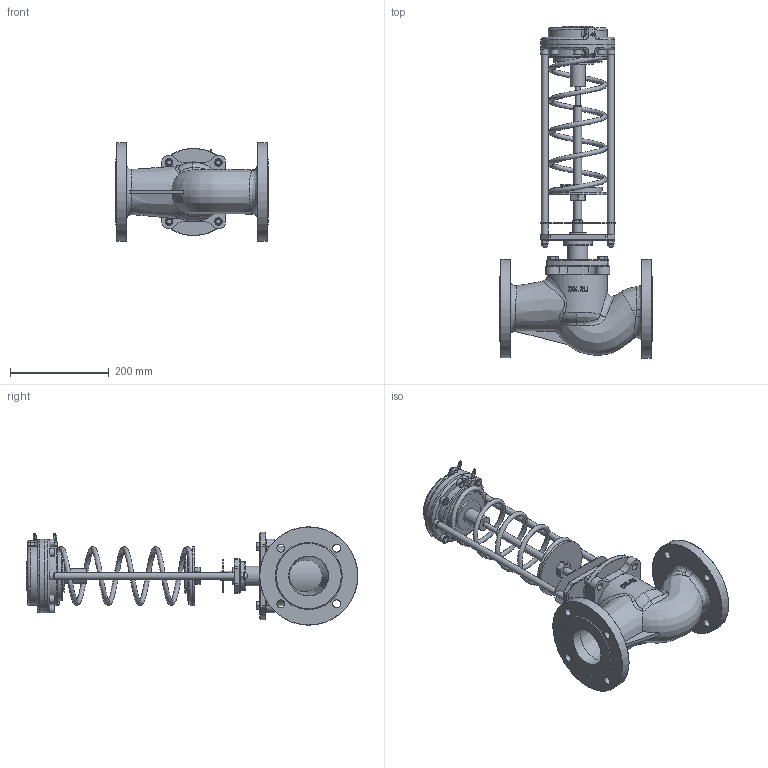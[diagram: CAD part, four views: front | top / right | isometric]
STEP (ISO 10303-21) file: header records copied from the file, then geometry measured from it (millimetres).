
FILE_DESCRIPTION(/* description */ (''),/* implementation_level */ '2;1');
FILE_NAME(/* name */ 'DN80_3D_STEP.stp',/* time_stamp */ '2024-04-25T10:41:56+03:00',/* author */ ('igorr'),/* organization */ (''),/* preprocessor_version */ 'ST-DEVELOPER v19.2',/* originating_system */ 'Autodesk Inventor 2023',/* authorisation */ '');
FILE_SCHEMA (('AUTOMOTIVE_DESIGN { 1 0 10303 214 3 1 1 }'));
Length unit declared in the file: millimetre
Products named in the file (6): Сборка; Деталь2; Деталь1; CNS 4473 - M 8; AS 1420 - 1973 - M10 x 20; AS 1110 - M12 x 20
Assembly tree (16 placements, depth 2):
  Сборка
    Деталь2
    Деталь1
    CNS 4473 - M 8  x2
    AS 1420 - 1973 - M10 x 20  x8
    AS 1110 - M12 x 20  x4
Bounding box: 310 x 674 x 200 mm (x, y, z)
Volume: 4877946.5 mm3; surface area: 675579.9 mm2
Topology: 16 solids, 16 shells, 704 faces, 1698 edges, 1069 vertices
Faces by surface type: plane 296, cylinder 194, cone 86, torus 65, bspline 57, sphere 6
Full cylindrical faces by diameter (mm): 1 x2, 4 x2, 4.5 x10, 5 x2, 6.1 x8, 6.647 x2, 6.657 x1, 10 x10, 11.181 x1, 12 x4, 12.5 x2, 12.542 x1, 12.75 x1, 13.606 x2, 13.63 x2, 15 x4, 16 x18, 18 x4, 20 x1, 30 x1, 35 x1, 40 x1, 58.879 x1, 60 x1, 65 x1, 70 x1, 80 x2, 90 x1, 100 x2, 120 x1
Entity records: 22032 total; most frequent: CARTESIAN_POINT 9356, DIRECTION 2513, ORIENTED_EDGE 2464, EDGE_CURVE 1232, AXIS2_PLACEMENT_3D 1019, VERTEX_POINT 778, EDGE_LOOP 612, CIRCLE 539
